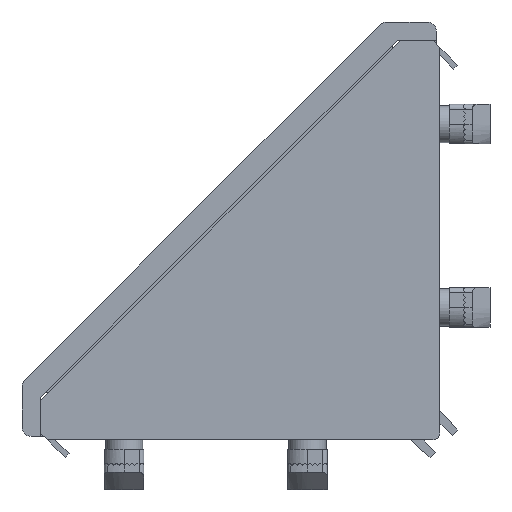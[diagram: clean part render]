
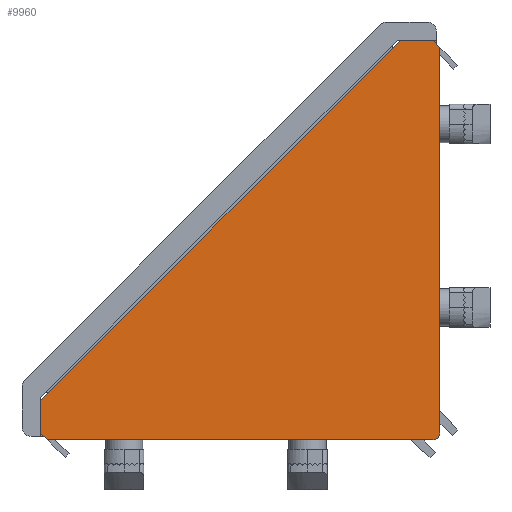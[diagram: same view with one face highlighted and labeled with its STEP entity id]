
A CAD part, left-side view. The second image highlights one B-rep face of the part: STEP entity #9960.
In plain terms, the highlighted planar face has unit normal (-1, 0, 0).
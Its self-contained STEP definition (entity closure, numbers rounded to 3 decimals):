
#1171=LINE('',#17574,#2111);
#1205=LINE('',#17644,#2145);
#1236=LINE('',#17706,#2176);
#1238=LINE('',#17711,#2178);
#1354=LINE('',#17948,#2294);
#1359=LINE('',#17956,#2299);
#1367=LINE('',#17971,#2307);
#2111=VECTOR('',#13364,1000.);
#2145=VECTOR('',#13402,1000.);
#2176=VECTOR('',#13457,1000.);
#2178=VECTOR('',#13461,1000.);
#2294=VECTOR('',#13647,1000.);
#2299=VECTOR('',#13654,1000.);
#2307=VECTOR('',#13672,1000.);
#2727=PLANE('',#11095);
#3258=FACE_OUTER_BOUND('',#3808,.T.);
#3808=EDGE_LOOP('',(#9123,#9124,#9125,#9126,#9127,#9128,#9129,#9130));
#4051=CIRCLE('',#11049,1.5);
#4874=VERTEX_POINT('',#17571);
#4875=VERTEX_POINT('',#17573);
#4908=VERTEX_POINT('',#17641);
#4909=VERTEX_POINT('',#17643);
#4928=VERTEX_POINT('',#17704);
#4930=VERTEX_POINT('',#17710);
#5015=VERTEX_POINT('',#17945);
#5016=VERTEX_POINT('',#17947);
#6224=EDGE_CURVE('',#4874,#4875,#1171,.T.);
#6258=EDGE_CURVE('',#4908,#4909,#1205,.T.);
#6289=EDGE_CURVE('',#4875,#4908,#4051,.T.);
#6292=EDGE_CURVE('',#4928,#4874,#1236,.T.);
#6294=EDGE_CURVE('',#4909,#4930,#1238,.T.);
#6416=EDGE_CURVE('',#5015,#5016,#1354,.T.);
#6421=EDGE_CURVE('',#5016,#4928,#1359,.T.);
#6430=EDGE_CURVE('',#4930,#5015,#1367,.T.);
#9123=ORIENTED_EDGE('',*,*,#6416,.F.);
#9124=ORIENTED_EDGE('',*,*,#6430,.F.);
#9125=ORIENTED_EDGE('',*,*,#6294,.F.);
#9126=ORIENTED_EDGE('',*,*,#6258,.F.);
#9127=ORIENTED_EDGE('',*,*,#6289,.F.);
#9128=ORIENTED_EDGE('',*,*,#6224,.F.);
#9129=ORIENTED_EDGE('',*,*,#6292,.F.);
#9130=ORIENTED_EDGE('',*,*,#6421,.F.);
#9960=ADVANCED_FACE('',(#3258),#2727,.F.);
#11049=AXIS2_PLACEMENT_3D('',#17700,#13451,#13452);
#11095=AXIS2_PLACEMENT_3D('',#17980,#13681,#13682);
#13364=DIRECTION('',(0.,0.,-1.));
#13402=DIRECTION('',(0.,1.,0.));
#13451=DIRECTION('center_axis',(1.,0.,0.));
#13452=DIRECTION('ref_axis',(0.,0.,-1.));
#13457=DIRECTION('',(0.,-0.707,-0.707));
#13461=DIRECTION('',(0.,0.707,0.707));
#13647=DIRECTION('',(0.,-0.707,0.707));
#13654=DIRECTION('',(0.,-1.,0.));
#13672=DIRECTION('',(0.,0.,1.));
#13681=DIRECTION('center_axis',(1.,0.,0.));
#13682=DIRECTION('ref_axis',(0.,0.,-1.));
#17571=CARTESIAN_POINT('',(-21.5,0.,84.5));
#17573=CARTESIAN_POINT('',(-21.5,0.,1.5));
#17574=CARTESIAN_POINT('',(-21.5,0.,84.5));
#17641=CARTESIAN_POINT('',(-21.5,1.5,0.));
#17643=CARTESIAN_POINT('',(-21.5,84.5,0.));
#17644=CARTESIAN_POINT('',(-21.5,1.5,0.));
#17700=CARTESIAN_POINT('Origin',(-21.5,1.5,1.5));
#17704=CARTESIAN_POINT('',(-21.5,1.5,86.));
#17706=CARTESIAN_POINT('',(-21.5,1.5,86.));
#17710=CARTESIAN_POINT('',(-21.5,86.,1.5));
#17711=CARTESIAN_POINT('',(-21.5,84.5,0.));
#17945=CARTESIAN_POINT('',(-21.5,86.,8.5));
#17947=CARTESIAN_POINT('',(-21.5,8.5,86.));
#17948=CARTESIAN_POINT('',(-21.5,86.,8.5));
#17956=CARTESIAN_POINT('',(-21.5,8.5,86.));
#17971=CARTESIAN_POINT('',(-21.5,86.,1.5));
#17980=CARTESIAN_POINT('Origin',(-21.5,1.5,1.5));
